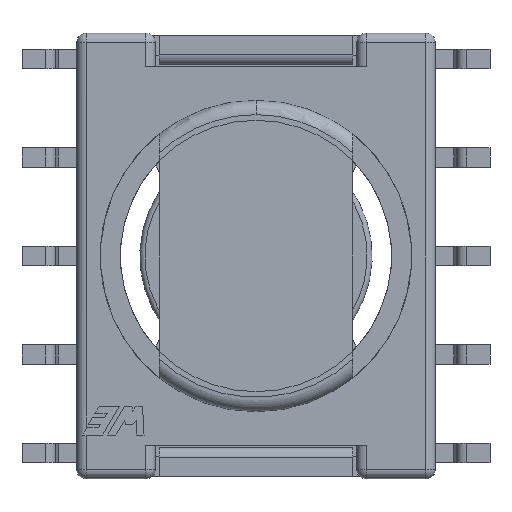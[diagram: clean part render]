
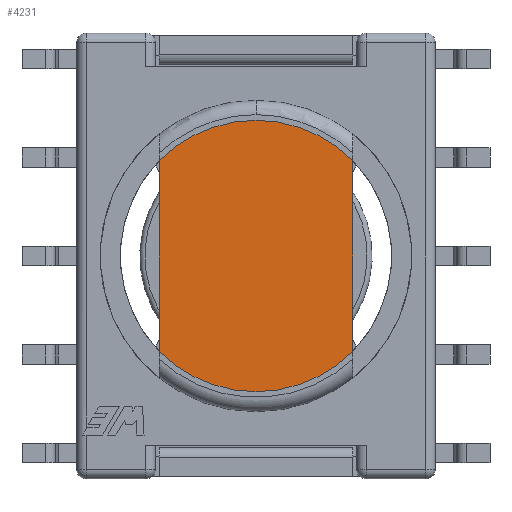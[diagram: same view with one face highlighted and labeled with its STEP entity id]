
A CAD part, front view. The second image highlights one B-rep face of the part: STEP entity #4231.
In plain terms, the highlighted face is planar.
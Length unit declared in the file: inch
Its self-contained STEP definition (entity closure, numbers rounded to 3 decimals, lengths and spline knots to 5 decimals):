
#112 = DIRECTION ( 'NONE',  ( 0., 0., 1. ) ) ;
#138 = VECTOR ( 'NONE', #10802, 39.37008 ) ;
#1197 = EDGE_CURVE ( 'NONE', #8832, #10308, #8881, .T. ) ;
#1289 = CARTESIAN_POINT ( 'NONE',  ( 0., 0., -0.08858 ) ) ;
#1301 = DIRECTION ( 'NONE',  ( 0., 0., 1. ) ) ;
#1354 = CARTESIAN_POINT ( 'NONE',  ( 0., 0., -0.22638 ) ) ;
#1411 = PLANE ( 'NONE',  #8267 ) ;
#1880 = VERTEX_POINT ( 'NONE', #13736 ) ;
#2498 = CARTESIAN_POINT ( 'NONE',  ( 0., 0., -0.22638 ) ) ;
#3283 = ORIENTED_EDGE ( 'NONE', *, *, #13322, .T. ) ;
#3409 = EDGE_CURVE ( 'NONE', #1880, #12950, #13220, .T. ) ;
#3459 = FACE_OUTER_BOUND ( 'NONE', #4788, .T. ) ;
#3739 = CARTESIAN_POINT ( 'NONE',  ( 0., 0., -0.22638 ) ) ;
#3842 = DIRECTION ( 'NONE',  ( 0., 0., 1. ) ) ;
#4231 = ADVANCED_FACE ( 'NONE', ( #3459 ), #1411, .T. ) ;
#4788 = EDGE_LOOP ( 'NONE', ( #3283, #7128, #11856, #8985, #14518 ) ) ;
#5135 = DIRECTION ( 'NONE',  ( 0., 1., 0. ) ) ;
#6240 = DIRECTION ( 'NONE',  ( 0., 1., 0. ) ) ;
#6448 = EDGE_CURVE ( 'NONE', #10308, #1880, #10329, .T. ) ;
#6618 = LINE ( 'NONE', #7379, #11244 ) ;
#7128 = ORIENTED_EDGE ( 'NONE', *, *, #15574, .T. ) ;
#7379 = CARTESIAN_POINT ( 'NONE',  ( -0.09803, 0., -0.32321 ) ) ;
#7694 = CARTESIAN_POINT ( 'NONE',  ( 0.09803, 0., -0.32321 ) ) ;
#8149 = CARTESIAN_POINT ( 'NONE',  ( 0.09803, 0., -0.32321 ) ) ;
#8267 = AXIS2_PLACEMENT_3D ( 'NONE', #1354, #5135, #1301 ) ;
#8832 = VERTEX_POINT ( 'NONE', #13897 ) ;
#8881 = CIRCLE ( 'NONE', #10495, 0.1378 ) ;
#8937 = CARTESIAN_POINT ( 'NONE',  ( -0.09803, 0., -0.32321 ) ) ;
#8985 = ORIENTED_EDGE ( 'NONE', *, *, #6448, .T. ) ;
#10137 = DIRECTION ( 'NONE',  ( 0., 1., 0. ) ) ;
#10251 = AXIS2_PLACEMENT_3D ( 'NONE', #2498, #12756, #112 ) ;
#10308 = VERTEX_POINT ( 'NONE', #1289 ) ;
#10329 = CIRCLE ( 'NONE', #12069, 0.1378 ) ;
#10495 = AXIS2_PLACEMENT_3D ( 'NONE', #3739, #10137, #3842 ) ;
#10802 = DIRECTION ( 'NONE',  ( 0., 0., -1. ) ) ;
#10934 = CIRCLE ( 'NONE', #10251, 0.1378 ) ;
#11244 = VECTOR ( 'NONE', #12411, 39.37008 ) ;
#11856 = ORIENTED_EDGE ( 'NONE', *, *, #1197, .T. ) ;
#12069 = AXIS2_PLACEMENT_3D ( 'NONE', #15344, #6240, #12771 ) ;
#12411 = DIRECTION ( 'NONE',  ( 0., 0., 1. ) ) ;
#12756 = DIRECTION ( 'NONE',  ( 0., 1., 0. ) ) ;
#12771 = DIRECTION ( 'NONE',  ( 0., 0., 1. ) ) ;
#12887 = VERTEX_POINT ( 'NONE', #8937 ) ;
#12950 = VERTEX_POINT ( 'NONE', #7694 ) ;
#13220 = LINE ( 'NONE', #8149, #138 ) ;
#13322 = EDGE_CURVE ( 'NONE', #12950, #12887, #10934, .T. ) ;
#13736 = CARTESIAN_POINT ( 'NONE',  ( 0.09803, 0., -0.12954 ) ) ;
#13897 = CARTESIAN_POINT ( 'NONE',  ( -0.09803, 0., -0.12954 ) ) ;
#14518 = ORIENTED_EDGE ( 'NONE', *, *, #3409, .T. ) ;
#15344 = CARTESIAN_POINT ( 'NONE',  ( 0., 0., -0.22638 ) ) ;
#15574 = EDGE_CURVE ( 'NONE', #12887, #8832, #6618, .T. ) ;
